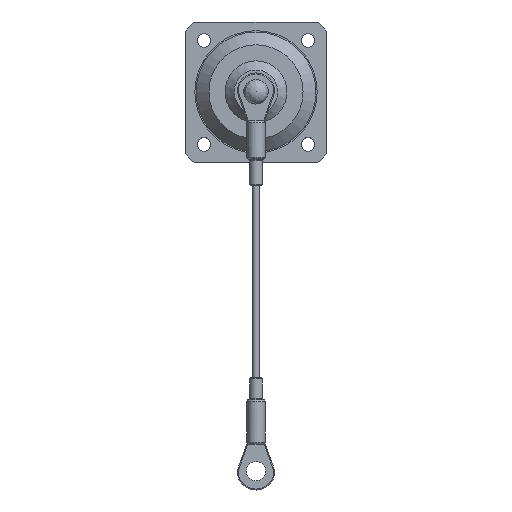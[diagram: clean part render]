
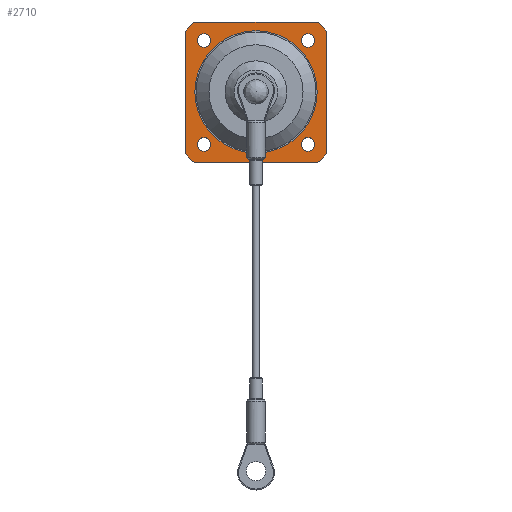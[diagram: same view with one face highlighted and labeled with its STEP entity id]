
A CAD part, top view. The second image highlights one B-rep face of the part: STEP entity #2710.
In plain terms, the highlighted planar face has unit normal (0, 0, 1).
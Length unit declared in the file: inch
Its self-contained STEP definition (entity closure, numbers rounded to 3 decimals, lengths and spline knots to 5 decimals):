
#7 = DIRECTION ( 'NONE',  ( 0., 0., -1. ) ) ;
#27 = EDGE_CURVE ( 'NONE', #10233, #1410, #2826, .T. ) ;
#109 = DIRECTION ( 'NONE',  ( 1., 0., 0. ) ) ;
#340 = AXIS2_PLACEMENT_3D ( 'NONE', #7454, #2637, #8285 ) ;
#356 = CARTESIAN_POINT ( 'NONE',  ( -0.461, -0.531, -0.675 ) ) ;
#538 = DIRECTION ( 'NONE',  ( 0., 0., 1. ) ) ;
#759 = DIRECTION ( 'NONE',  ( 0., -1., 0. ) ) ;
#851 = EDGE_CURVE ( 'NONE', #1441, #10233, #7170, .T. ) ;
#937 = VERTEX_POINT ( 'NONE', #5945 ) ;
#946 = CARTESIAN_POINT ( 'NONE',  ( -0.531, 0.531, -0.675 ) ) ;
#1098 = CARTESIAN_POINT ( 'NONE',  ( 0.601, 0.531, -0.675 ) ) ;
#1227 = DIRECTION ( 'NONE',  ( -1., 0., 0. ) ) ;
#1251 = EDGE_LOOP ( 'NONE', ( #1865 ) ) ;
#1289 = CIRCLE ( 'NONE', #7329, 0.955 ) ;
#1300 = ORIENTED_EDGE ( 'NONE', *, *, #9128, .T. ) ;
#1410 = VERTEX_POINT ( 'NONE', #3538 ) ;
#1440 = FACE_BOUND ( 'NONE', #7724, .T. ) ;
#1441 = VERTEX_POINT ( 'NONE', #5155 ) ;
#1530 = CARTESIAN_POINT ( 'NONE',  ( 0.531, 0.531, -0.675 ) ) ;
#1771 = DIRECTION ( 'NONE',  ( 1., 0., 0. ) ) ;
#1799 = EDGE_LOOP ( 'NONE', ( #1300 ) ) ;
#1865 = ORIENTED_EDGE ( 'NONE', *, *, #6645, .F. ) ;
#1972 = ORIENTED_EDGE ( 'NONE', *, *, #851, .T. ) ;
#2358 = ORIENTED_EDGE ( 'NONE', *, *, #6705, .T. ) ;
#2361 = DIRECTION ( 'NONE',  ( 1., 0., 0. ) ) ;
#2366 = AXIS2_PLACEMENT_3D ( 'NONE', #4008, #9646, #4814 ) ;
#2441 = EDGE_CURVE ( 'NONE', #2984, #7245, #6493, .T. ) ;
#2455 = DIRECTION ( 'NONE',  ( 0., 0., 1. ) ) ;
#2504 = AXIS2_PLACEMENT_3D ( 'NONE', #9751, #4916, #109 ) ;
#2637 = DIRECTION ( 'NONE',  ( 0., 0., 1. ) ) ;
#2710 = ADVANCED_FACE ( 'NONE', ( #9745, #1440, #3555, #7615, #5451, #3314 ), #3132, .T. ) ;
#2808 = VECTOR ( 'NONE', #1227, 39.37008 ) ;
#2826 = LINE ( 'NONE', #10053, #2808 ) ;
#2870 = DIRECTION ( 'NONE',  ( 0., 1., 0. ) ) ;
#2984 = VERTEX_POINT ( 'NONE', #5012 ) ;
#3014 = ORIENTED_EDGE ( 'NONE', *, *, #27, .T. ) ;
#3122 = DIRECTION ( 'NONE',  ( 0., 0., 1. ) ) ;
#3132 = PLANE ( 'NONE',  #2366 ) ;
#3158 = AXIS2_PLACEMENT_3D ( 'NONE', #7950, #3122, #8748 ) ;
#3170 = ORIENTED_EDGE ( 'NONE', *, *, #7400, .T. ) ;
#3302 = CIRCLE ( 'NONE', #2504, 0.07 ) ;
#3314 = FACE_OUTER_BOUND ( 'NONE', #3525, .T. ) ;
#3315 = CIRCLE ( 'NONE', #6329, 0.07 ) ;
#3334 = EDGE_LOOP ( 'NONE', ( #10255 ) ) ;
#3431 = CARTESIAN_POINT ( 'NONE',  ( -0.72, 0.6274, -0.675 ) ) ;
#3503 = EDGE_CURVE ( 'NONE', #6126, #2984, #5239, .T. ) ;
#3525 = EDGE_LOOP ( 'NONE', ( #1972, #3014, #8190, #3170, #8225, #5941, #2358, #7978 ) ) ;
#3538 = CARTESIAN_POINT ( 'NONE',  ( -0.6274, 0.72, -0.675 ) ) ;
#3555 = FACE_BOUND ( 'NONE', #3334, .T. ) ;
#3644 = CARTESIAN_POINT ( 'NONE',  ( 0.72, -0.6274, -0.675 ) ) ;
#4008 = CARTESIAN_POINT ( 'NONE',  ( 0., 0., -0.675 ) ) ;
#4110 = DIRECTION ( 'NONE',  ( 0., 0., 1. ) ) ;
#4293 = CARTESIAN_POINT ( 'NONE',  ( -0.461, 0.531, -0.675 ) ) ;
#4439 = VERTEX_POINT ( 'NONE', #5989 ) ;
#4485 = VERTEX_POINT ( 'NONE', #3644 ) ;
#4621 = CARTESIAN_POINT ( 'NONE',  ( 0.6274, 0.72, -0.675 ) ) ;
#4814 = DIRECTION ( 'NONE',  ( 1., 0., 0. ) ) ;
#4836 = CARTESIAN_POINT ( 'NONE',  ( 0., 0., -0.675 ) ) ;
#4916 = DIRECTION ( 'NONE',  ( 0., 0., 1. ) ) ;
#5012 = CARTESIAN_POINT ( 'NONE',  ( -0.6274, -0.72, -0.675 ) ) ;
#5155 = CARTESIAN_POINT ( 'NONE',  ( 0.72, 0.6274, -0.675 ) ) ;
#5171 = CIRCLE ( 'NONE', #7668, 0.07 ) ;
#5239 = CIRCLE ( 'NONE', #6742, 0.955 ) ;
#5240 = CARTESIAN_POINT ( 'NONE',  ( -0.6274, -0.72, -0.675 ) ) ;
#5354 = CARTESIAN_POINT ( 'NONE',  ( 0., 0., -0.675 ) ) ;
#5451 = FACE_BOUND ( 'NONE', #1799, .T. ) ;
#5548 = EDGE_LOOP ( 'NONE', ( #8000 ) ) ;
#5642 = DIRECTION ( 'NONE',  ( 1., 0., 0. ) ) ;
#5708 = CARTESIAN_POINT ( 'NONE',  ( 0.6274, -0.72, -0.675 ) ) ;
#5716 = VERTEX_POINT ( 'NONE', #1098 ) ;
#5844 = AXIS2_PLACEMENT_3D ( 'NONE', #7277, #2455, #8085 ) ;
#5941 = ORIENTED_EDGE ( 'NONE', *, *, #2441, .T. ) ;
#5945 = CARTESIAN_POINT ( 'NONE',  ( 0.601, -0.531, -0.675 ) ) ;
#5954 = VERTEX_POINT ( 'NONE', #4293 ) ;
#5989 = CARTESIAN_POINT ( 'NONE',  ( 0.5275, 0., -0.675 ) ) ;
#6126 = VERTEX_POINT ( 'NONE', #7437 ) ;
#6169 = DIRECTION ( 'NONE',  ( 1., 0., 0. ) ) ;
#6329 = AXIS2_PLACEMENT_3D ( 'NONE', #946, #6575, #1771 ) ;
#6344 = CIRCLE ( 'NONE', #340, 0.955 ) ;
#6493 = LINE ( 'NONE', #5240, #8624 ) ;
#6575 = DIRECTION ( 'NONE',  ( 0., 0., 1. ) ) ;
#6607 = VERTEX_POINT ( 'NONE', #356 ) ;
#6645 = EDGE_CURVE ( 'NONE', #5954, #5954, #3315, .T. ) ;
#6705 = EDGE_CURVE ( 'NONE', #7245, #4485, #6344, .T. ) ;
#6742 = AXIS2_PLACEMENT_3D ( 'NONE', #8928, #4110, #9735 ) ;
#6824 = ORIENTED_EDGE ( 'NONE', *, *, #8042, .F. ) ;
#6981 = EDGE_CURVE ( 'NONE', #4485, #1441, #9599, .T. ) ;
#6984 = EDGE_CURVE ( 'NONE', #1410, #9895, #1289, .T. ) ;
#6991 = LINE ( 'NONE', #9586, #8857 ) ;
#7146 = EDGE_CURVE ( 'NONE', #5716, #5716, #5171, .T. ) ;
#7170 = CIRCLE ( 'NONE', #5844, 0.955 ) ;
#7182 = DIRECTION ( 'NONE',  ( 0., 0., 1. ) ) ;
#7245 = VERTEX_POINT ( 'NONE', #5708 ) ;
#7277 = CARTESIAN_POINT ( 'NONE',  ( 0., 0., -0.675 ) ) ;
#7329 = AXIS2_PLACEMENT_3D ( 'NONE', #5354, #538, #6169 ) ;
#7400 = EDGE_CURVE ( 'NONE', #9895, #6126, #6991, .T. ) ;
#7437 = CARTESIAN_POINT ( 'NONE',  ( -0.72, -0.6274, -0.675 ) ) ;
#7454 = CARTESIAN_POINT ( 'NONE',  ( 0., 0., -0.675 ) ) ;
#7469 = VECTOR ( 'NONE', #2870, 39.37008 ) ;
#7493 = AXIS2_PLACEMENT_3D ( 'NONE', #4836, #7, #5642 ) ;
#7615 = FACE_BOUND ( 'NONE', #1251, .T. ) ;
#7668 = AXIS2_PLACEMENT_3D ( 'NONE', #1530, #7182, #2361 ) ;
#7724 = EDGE_LOOP ( 'NONE', ( #6824 ) ) ;
#7905 = CIRCLE ( 'NONE', #7493, 0.5275 ) ;
#7950 = CARTESIAN_POINT ( 'NONE',  ( -0.531, -0.531, -0.675 ) ) ;
#7978 = ORIENTED_EDGE ( 'NONE', *, *, #6981, .T. ) ;
#8000 = ORIENTED_EDGE ( 'NONE', *, *, #9007, .F. ) ;
#8042 = EDGE_CURVE ( 'NONE', #937, #937, #3302, .T. ) ;
#8085 = DIRECTION ( 'NONE',  ( 1., 0., 0. ) ) ;
#8190 = ORIENTED_EDGE ( 'NONE', *, *, #6984, .T. ) ;
#8225 = ORIENTED_EDGE ( 'NONE', *, *, #3503, .T. ) ;
#8285 = DIRECTION ( 'NONE',  ( 1., 0., 0. ) ) ;
#8624 = VECTOR ( 'NONE', #10062, 39.37008 ) ;
#8748 = DIRECTION ( 'NONE',  ( 1., 0., 0. ) ) ;
#8857 = VECTOR ( 'NONE', #759, 39.37008 ) ;
#8928 = CARTESIAN_POINT ( 'NONE',  ( 0., 0., -0.675 ) ) ;
#9007 = EDGE_CURVE ( 'NONE', #6607, #6607, #9652, .T. ) ;
#9128 = EDGE_CURVE ( 'NONE', #4439, #4439, #7905, .T. ) ;
#9586 = CARTESIAN_POINT ( 'NONE',  ( -0.72, -0.6274, -0.675 ) ) ;
#9599 = LINE ( 'NONE', #10154, #7469 ) ;
#9646 = DIRECTION ( 'NONE',  ( 0., 0., 1. ) ) ;
#9652 = CIRCLE ( 'NONE', #3158, 0.07 ) ;
#9735 = DIRECTION ( 'NONE',  ( 1., 0., 0. ) ) ;
#9745 = FACE_BOUND ( 'NONE', #5548, .T. ) ;
#9751 = CARTESIAN_POINT ( 'NONE',  ( 0.531, -0.531, -0.675 ) ) ;
#9895 = VERTEX_POINT ( 'NONE', #3431 ) ;
#10053 = CARTESIAN_POINT ( 'NONE',  ( -0.6274, 0.72, -0.675 ) ) ;
#10062 = DIRECTION ( 'NONE',  ( 1., 0., 0. ) ) ;
#10154 = CARTESIAN_POINT ( 'NONE',  ( 0.72, -0.6274, -0.675 ) ) ;
#10233 = VERTEX_POINT ( 'NONE', #4621 ) ;
#10255 = ORIENTED_EDGE ( 'NONE', *, *, #7146, .F. ) ;
